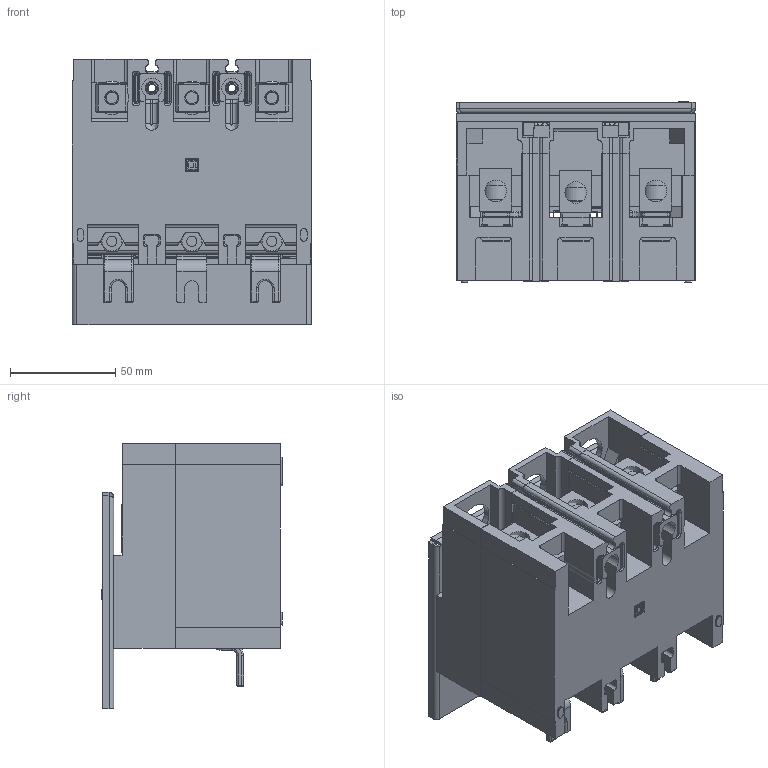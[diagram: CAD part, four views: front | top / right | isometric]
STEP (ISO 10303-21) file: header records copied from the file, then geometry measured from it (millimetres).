
FILE_DESCRIPTION((''),'2;1');
FILE_NAME('S1A3032301_ASM','2019-06-12T12:48:22',('sesa22574'),('Schneider-Electric'),'CREO PARAMETRIC BY PTC INC, 2018300','CREO PARAMETRIC BY PTC INC, 2018300','');
FILE_SCHEMA(('CONFIG_CONTROL_DESIGN','SHAPE_APPEARANCE_LAYERS_GROUPS'));
Length unit declared in the file: inch
Products named in the file (36): 48155-072-02; 48155-073-02; 48155-500-01; 48155-565-01; 48155-566-01; 48155-516-01_FLD1; 48155-536-01_FLD1; 48010-036-03; 48020-043-05; 48020-108-01; 48024-018-01; 48155-517-01; 48126-410-02; 24104-14590_MIG05; 21201-08440_MIG05; 29407-01081_MIG05; 48155-535-01; 29904-11080_MIG05; 29407-01120_MIG05; 21507-08080_MIG05; 21514-17201_MIG05; 23001-00170_MIG05; 48020-091-01; 48030-210-04; AAV87371-PROE; 48155-532-01; 48030-190-01; 48155-530-50_XXX1; 48155-531-01; 48155-538-01; 48049-208-01; S1A3032301_LBL1; S1A3032301_LBL2; S1A3032301_LBL3; 48155-527-01; S1A3032301_ASM
Assembly tree (67 placements, depth 2):
  S1A3032301_ASM
    48155-072-02
    48155-073-02
    48155-500-01
    48155-565-01
    48155-566-01
    48155-516-01_FLD1
    48155-536-01_FLD1
    48010-036-03  x3
    48020-043-05  x3
    48020-108-01  x3
    48024-018-01  x3
    48155-517-01  x6
    48126-410-02  x2
    24104-14590_MIG05  x2
    21201-08440_MIG05  x2
    29407-01081_MIG05  x8
    48155-535-01
    29904-11080_MIG05
    29407-01120_MIG05  x2
    21507-08080_MIG05  x3
    21514-17201_MIG05  x3
    23001-00170_MIG05  x3
    48020-091-01
    48030-210-04  x3
    AAV87371-PROE
    48155-532-01
    48030-190-01
    48155-530-50_XXX1
    48155-531-01
    48155-538-01
    48049-208-01
    S1A3032301_LBL1
    S1A3032301_LBL2
    S1A3032301_LBL3
    48155-527-01
Bounding box: 113.97 x 85.75 x 126.54 mm (x, y, z)
Volume: 351545.1 mm3; surface area: 262270.7 mm2
Topology: 68 solids, 77 shells, 4991 faces, 13084 edges, 8342 vertices
Faces by surface type: plane 3128, cylinder 1437, torus 277, cone 70, bspline 40, sphere 32, revolution 4, extrusion 3
Entity records: 171512 total; most frequent: CARTESIAN_POINT 32637, ORIENTED_EDGE 22350, DIRECTION 22178, EDGE_CURVE 11180, VECTOR 8050, LINE 8047, VERTEX_POINT 7154, AXIS2_PLACEMENT_3D 7062
